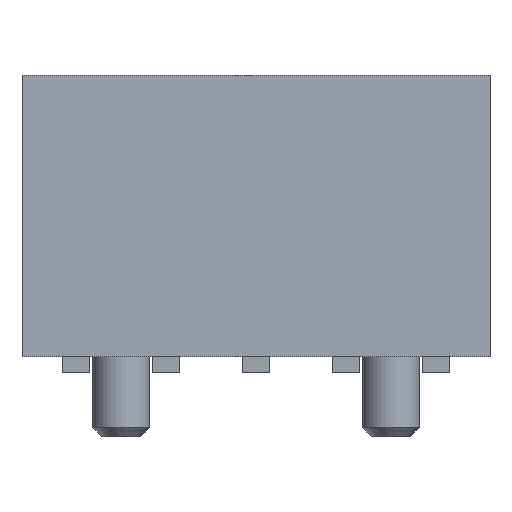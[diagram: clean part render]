
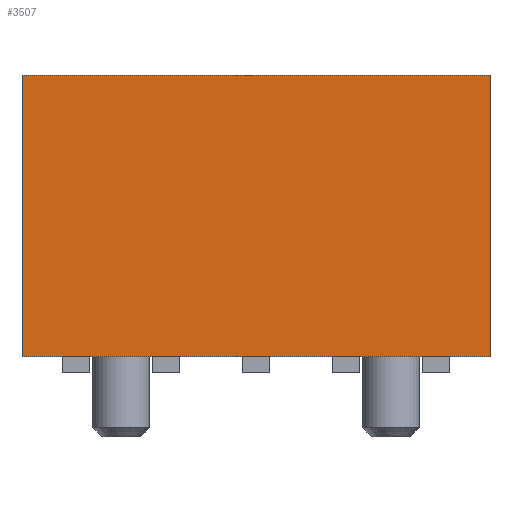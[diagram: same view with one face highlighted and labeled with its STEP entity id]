
A CAD part, front view. The second image highlights one B-rep face of the part: STEP entity #3507.
In plain terms, the highlighted planar face has unit normal (0, -1, 0).
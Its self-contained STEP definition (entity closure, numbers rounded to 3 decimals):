
#340=LINE('',#5491,#764);
#345=LINE('',#5500,#769);
#436=LINE('',#5687,#860);
#438=LINE('',#5690,#862);
#764=VECTOR('',#4522,3.124);
#769=VECTOR('',#4529,5.2);
#860=VECTOR('',#4704,5.2);
#862=VECTOR('',#4708,3.124);
#1073=PLANE('',#3775);
#1317=FACE_OUTER_BOUND('',#1539,.T.);
#1539=EDGE_LOOP('',(#3287,#3288,#3289,#3290));
#1830=VERTEX_POINT('',#5488);
#1831=VERTEX_POINT('',#5490);
#1834=VERTEX_POINT('',#5498);
#1888=VERTEX_POINT('',#5686);
#2260=EDGE_CURVE('',#1831,#1830,#340,.T.);
#2265=EDGE_CURVE('',#1834,#1830,#345,.T.);
#2356=EDGE_CURVE('',#1888,#1831,#436,.T.);
#2358=EDGE_CURVE('',#1888,#1834,#438,.T.);
#3287=ORIENTED_EDGE('',*,*,#2265,.F.);
#3288=ORIENTED_EDGE('',*,*,#2358,.F.);
#3289=ORIENTED_EDGE('',*,*,#2356,.T.);
#3290=ORIENTED_EDGE('',*,*,#2260,.T.);
#3507=ADVANCED_FACE('',(#1317),#1073,.T.);
#3775=AXIS2_PLACEMENT_3D('',#5689,#4706,#4707);
#4522=DIRECTION('',(0.,0.,-1.));
#4529=DIRECTION('',(-1.,0.,0.));
#4704=DIRECTION('',(-1.,0.,0.));
#4706=DIRECTION('center_axis',(0.,-1.,0.));
#4707=DIRECTION('ref_axis',(0.,0.,-1.));
#4708=DIRECTION('',(0.,0.,-1.));
#5488=CARTESIAN_POINT('',(-2.6,-1.537,0.178));
#5490=CARTESIAN_POINT('',(-2.6,-1.537,3.302));
#5491=CARTESIAN_POINT('',(-2.6,-1.537,3.302));
#5498=CARTESIAN_POINT('',(2.6,-1.537,0.178));
#5500=CARTESIAN_POINT('',(2.6,-1.537,0.178));
#5686=CARTESIAN_POINT('',(2.6,-1.537,3.302));
#5687=CARTESIAN_POINT('',(2.6,-1.537,3.302));
#5689=CARTESIAN_POINT('Origin',(2.6,-1.537,3.302));
#5690=CARTESIAN_POINT('',(2.6,-1.537,3.302));
